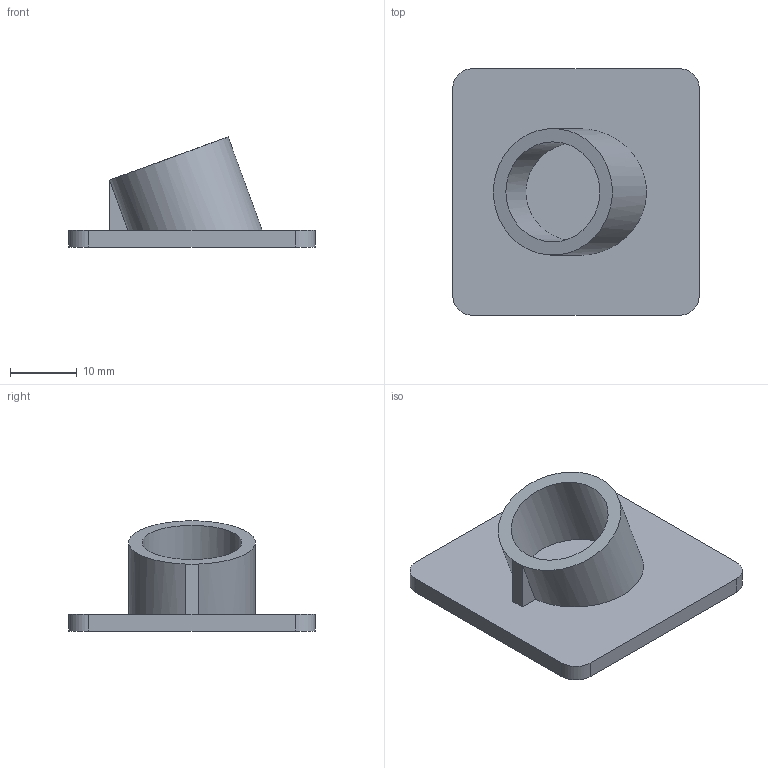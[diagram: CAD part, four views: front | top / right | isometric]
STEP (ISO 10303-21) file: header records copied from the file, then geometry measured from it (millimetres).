
FILE_DESCRIPTION(/* description */ ('STEP AP203'),/* implementation_level */ '2;1');
FILE_NAME(/* name */ '',/* time_stamp */ '2024-01-21T23:54:00+08:00',/* author */ ('Justin Tasi'),/* organization */ (''),/* preprocessor_version */ 'ST-DEVELOPER v19.2',/* originating_system */ 'Autodesk Inventor 2024',/* authorisation */ '');
FILE_SCHEMA (('AUTOMOTIVE_DESIGN { 1 0 10303 214 3 1 1 }'));
Length unit declared in the file: millimetre
Products named in the file (1): ¤ä¬[
Bounding box: 37 x 37 x 16.53 mm (x, y, z)
Volume: 4650.6 mm3; surface area: 4314.3 mm2
Topology: 1 solids, 1 shells, 19 faces, 54 edges, 52 vertices
Faces by surface type: plane 11, cylinder 6, bspline 2
Full cylindrical faces by diameter (mm): 15 x1
Entity records: 633 total; most frequent: CARTESIAN_POINT 124, DIRECTION 94, ORIENTED_EDGE 84, EDGE_CURVE 42, AXIS2_PLACEMENT_3D 34, VERTEX_POINT 27, LINE 26, VECTOR 26
